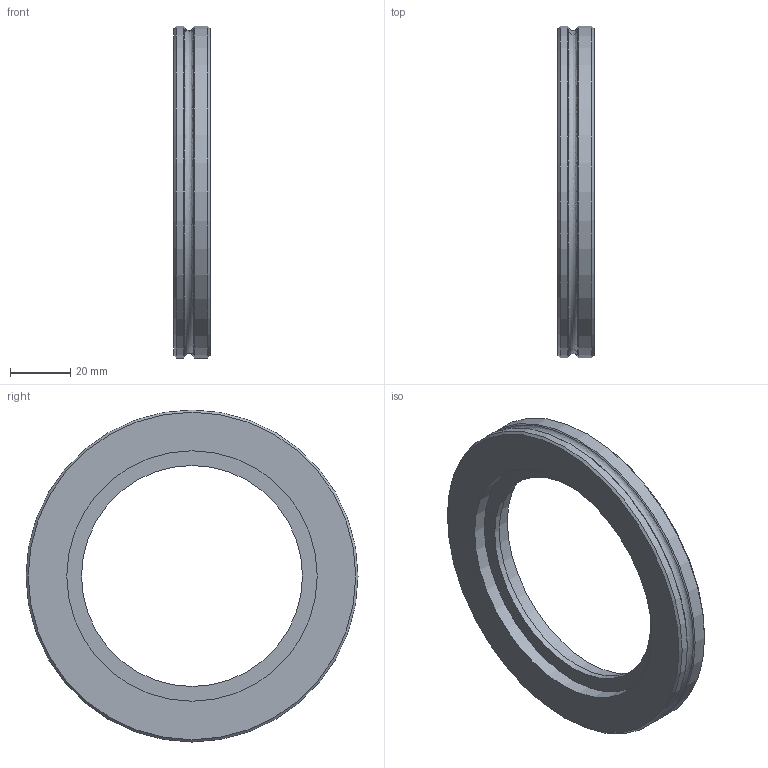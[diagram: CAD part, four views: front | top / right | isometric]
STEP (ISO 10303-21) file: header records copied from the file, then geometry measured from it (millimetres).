
FILE_DESCRIPTION (( 'STEP AP214' ), '1' );
FILE_NAME ('BS1ISOK8076 FULLVAC.STEP', '2019-10-24T09:35:36', ( '' ), ( '' ), 'SwSTEP 2.0', 'SolidWorks 2017', '' );
FILE_SCHEMA (( 'AUTOMOTIVE_DESIGN' ));
Length unit declared in the file: millimetre
Products named in the file (1): BS1ISOK8076 FULLVAC
Bounding box: 12 x 110 x 110 mm (x, y, z)
Volume: 50710.4 mm3; surface area: 19073.7 mm2
Topology: 1 solids, 1 shells, 18 faces, 32 edges, 20 vertices
Faces by surface type: cylinder 7, plane 6, cone 4, bspline 1
Full cylindrical faces by diameter (mm): 73.2 x1, 76.4 x1, 83 x1, 92.3 x1, 105 x1, 110 x2
Entity records: 425 total; most frequent: CARTESIAN_POINT 82, DIRECTION 72, AXIS2_PLACEMENT_3D 36, EDGE_LOOP 36, ORIENTED_EDGE 36, FACE_OUTER_BOUND 26, ADVANCED_FACE 18, VERTEX_POINT 18
